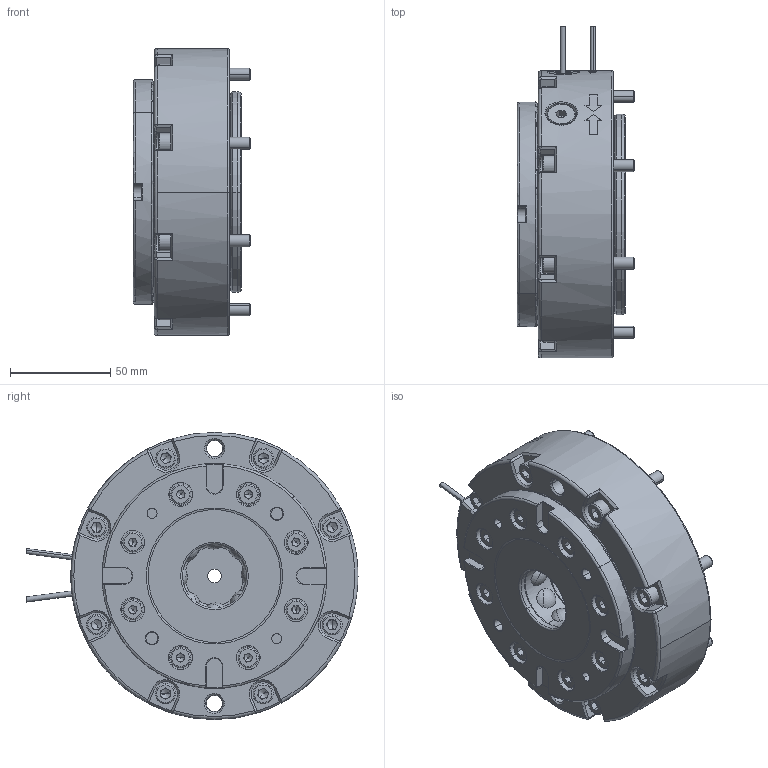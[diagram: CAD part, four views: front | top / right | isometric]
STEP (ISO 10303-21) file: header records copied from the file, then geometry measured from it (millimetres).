
FILE_DESCRIPTION (( 'STEP AP214' ), '1' );
FILE_NAME ('LQFLJ-20.3.STEP', '2021-04-16T02:24:34', ( '' ), ( '' ), 'SwSTEP 2.0', 'SolidWorks 2018', '' );
FILE_SCHEMA (( 'AUTOMOTIVE_DESIGN' ));
Length unit declared in the file: millimetre
Products named in the file (1): LQFLJ-20.3
Bounding box: 58.7 x 165.34 x 143 mm (x, y, z)
Volume: 699318.8 mm3; surface area: 89086 mm2
Topology: 15 solids, 28 shells, 1334 faces, 3053 edges, 1842 vertices
Faces by surface type: plane 443, cylinder 350, cone 312, torus 115, bspline 98, sphere 16
Entity records: 54343 total; most frequent: CARTESIAN_POINT 20102, ORIENTED_EDGE 6058, DIRECTION 6045, EDGE_CURVE 3029, AXIS2_PLACEMENT_3D 2402, VERTEX_POINT 1842, EDGE_LOOP 1463, ADVANCED_FACE 1334
